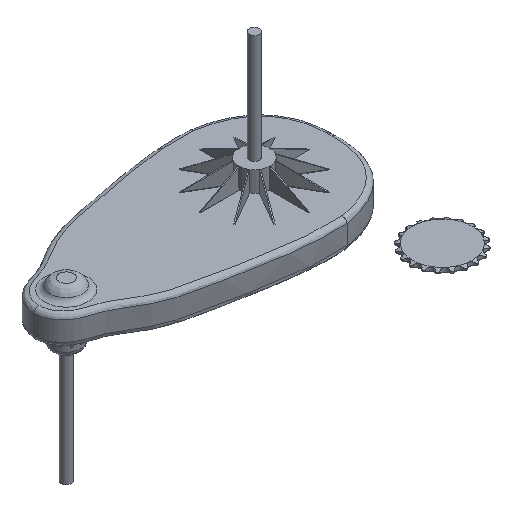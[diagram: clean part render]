
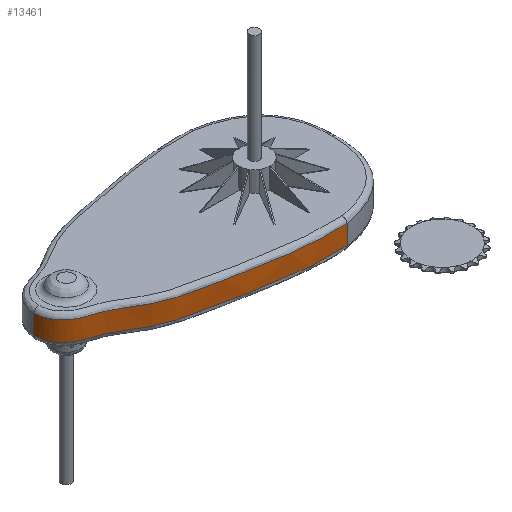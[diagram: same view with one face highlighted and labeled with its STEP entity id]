
A CAD part, isometric view. The second image highlights one B-rep face of the part: STEP entity #13461.
In plain terms, the highlighted free-form (B-spline) face has degree [5, 1] with [25, 2] control points.
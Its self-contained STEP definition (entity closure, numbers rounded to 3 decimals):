
#44=(
BOUNDED_SURFACE()
B_SPLINE_SURFACE(5,1,((#45289,#45290),(#45291,#45292),(#45293,#45294),(#45295,
#45296),(#45297,#45298),(#45299,#45300),(#45301,#45302),(#45303,#45304),
(#45305,#45306),(#45307,#45308),(#45309,#45310),(#45311,#45312),(#45313,
#45314),(#45315,#45316),(#45317,#45318),(#45319,#45320),(#45321,#45322),
(#45323,#45324),(#45325,#45326),(#45327,#45328),(#45329,#45330),(#45331,
#45332),(#45333,#45334),(#45335,#45336),(#45337,#45338)),.UNSPECIFIED.,
 .F.,.F.,.F.)
B_SPLINE_SURFACE_WITH_KNOTS((6,1,1,1,1,1,1,1,1,1,1,1,1,1,1,1,1,1,1,1,6),
(2,2),(0.,0.05,0.1,0.15,0.2,0.25,0.3,0.35,0.4,0.45,0.5,0.55,0.6,0.65,0.7,
0.75,0.8,0.85,0.9,0.95,1.),(-2.54,0.508),.UNSPECIFIED.)
GEOMETRIC_REPRESENTATION_ITEM()
RATIONAL_B_SPLINE_SURFACE(((1.,1.),(1.,1.),(1.,1.),(1.,1.),(1.,1.),(1.,
1.),(1.,1.),(1.,1.),(1.,1.),(1.,1.),(1.,1.),(1.,1.),(1.,1.),(1.,1.),(1.,
1.),(1.,1.),(1.,1.),(1.,1.),(1.,1.),(1.,1.),(1.,1.),(1.,1.),(1.,1.),(1.,
1.),(1.,1.)))
REPRESENTATION_ITEM('')
SURFACE()
);
#1057=B_SPLINE_CURVE_WITH_KNOTS('',3,(#44772,#44773,#44774,#44775,#44776,
#44777,#44778,#44779,#44780,#44781,#44782,#44783,#44784,#44785,#44786,#44787,
#44788,#44789,#44790,#44791,#44792,#44793,#44794,#44795),.UNSPECIFIED.,
 .F.,.F.,(4,1,1,1,1,1,1,1,1,1,1,1,1,1,1,1,1,1,1,1,1,4),(0.,
2.22,4.439,8.878,13.317,16.277,
17.757,19.236,20.716,22.196,23.675,
24.415,25.155,25.895,26.635,27.19,
27.745,28.299,28.854,29.964,30.519,
31.074),.UNSPECIFIED.);
#1665=(
BOUNDED_CURVE()
B_SPLINE_CURVE(5,(#45213,#45214,#45215,#45216,#45217,#45218,#45219,#45220,
#45221,#45222,#45223,#45224,#45225,#45226,#45227,#45228,#45229,#45230,#45231,
#45232,#45233,#45234,#45235,#45236,#45237),.UNSPECIFIED.,.F.,.F.)
B_SPLINE_CURVE_WITH_KNOTS((6,1,1,1,1,1,1,1,1,1,1,1,1,1,1,1,1,1,1,1,6),(-1.,
-0.95,-0.9,-0.85,-0.8,-0.75,-0.7,-0.65,-0.6,-0.55,-0.5,-0.45,-0.4,-0.35,
-0.3,-0.25,-0.2,-0.15,-0.1,-0.05,0.),.UNSPECIFIED.)
CURVE()
GEOMETRIC_REPRESENTATION_ITEM()
RATIONAL_B_SPLINE_CURVE((1.,1.,1.,1.,1.,1.,1.,1.,1.,1.,1.,1.,1.,1.,1.,1.,
1.,1.,1.,1.,1.,1.,1.,1.,1.))
REPRESENTATION_ITEM('')
);
#2382=FACE_OUTER_BOUND('',#3161,.T.);
#3161=EDGE_LOOP('',(#11708,#11709,#11710,#11711));
#3594=LINE('',#44977,#4092);
#3597=LINE('',#45288,#4095);
#4092=VECTOR('',#15998,0.394);
#4095=VECTOR('',#16003,0.394);
#5934=VERTEX_POINT('',#44517);
#5935=VERTEX_POINT('',#44731);
#5937=VERTEX_POINT('',#44961);
#5940=VERTEX_POINT('',#45187);
#7890=EDGE_CURVE('',#5935,#5934,#1057,.T.);
#7894=EDGE_CURVE('',#5937,#5935,#3594,.T.);
#7901=EDGE_CURVE('',#5940,#5937,#1665,.T.);
#7902=EDGE_CURVE('',#5934,#5940,#3597,.T.);
#11708=ORIENTED_EDGE('',*,*,#7890,.F.);
#11709=ORIENTED_EDGE('',*,*,#7894,.F.);
#11710=ORIENTED_EDGE('',*,*,#7901,.F.);
#11711=ORIENTED_EDGE('',*,*,#7902,.F.);
#13461=ADVANCED_FACE('',(#2382),#44,.T.);
#15998=DIRECTION('',(0.,0.,-1.));
#16003=DIRECTION('',(0.,0.,1.));
#44517=CARTESIAN_POINT('',(-4.879,0.,0.05));
#44731=CARTESIAN_POINT('',(6.52,-3.839,0.05));
#44772=CARTESIAN_POINT('Ctrl Pts',(6.52,-3.839,0.05));
#44773=CARTESIAN_POINT('Ctrl Pts',(6.221,-3.864,0.05));
#44774=CARTESIAN_POINT('Ctrl Pts',(5.622,-3.881,0.05));
#44775=CARTESIAN_POINT('Ctrl Pts',(4.431,-3.812,0.05));
#44776=CARTESIAN_POINT('Ctrl Pts',(2.978,-3.594,0.05));
#44777=CARTESIAN_POINT('Ctrl Pts',(1.453,-3.308,0.05));
#44778=CARTESIAN_POINT('Ctrl Pts',(0.305,-3.083,
0.05));
#44779=CARTESIAN_POINT('Ctrl Pts',(-0.464,-2.903,
0.05));
#44780=CARTESIAN_POINT('Ctrl Pts',(-1.042,-2.73,0.05));
#44781=CARTESIAN_POINT('Ctrl Pts',(-1.608,-2.494,
0.05));
#44782=CARTESIAN_POINT('Ctrl Pts',(-2.139,-2.194,
0.05));
#44783=CARTESIAN_POINT('Ctrl Pts',(-2.547,-1.929,
0.05));
#44784=CARTESIAN_POINT('Ctrl Pts',(-2.865,-1.75,
0.05));
#44785=CARTESIAN_POINT('Ctrl Pts',(-3.109,-1.638,0.05));
#44786=CARTESIAN_POINT('Ctrl Pts',(-3.366,-1.546,
0.05));
#44787=CARTESIAN_POINT('Ctrl Pts',(-3.619,-1.467,
0.05));
#44788=CARTESIAN_POINT('Ctrl Pts',(-3.864,-1.381,
0.05));
#44789=CARTESIAN_POINT('Ctrl Pts',(-4.089,-1.279,0.05));
#44790=CARTESIAN_POINT('Ctrl Pts',(-4.308,-1.14,
0.05));
#44791=CARTESIAN_POINT('Ctrl Pts',(-4.568,-0.905,
0.05));
#44792=CARTESIAN_POINT('Ctrl Pts',(-4.761,-0.602,
0.05));
#44793=CARTESIAN_POINT('Ctrl Pts',(-4.86,-0.26,
0.05));
#44794=CARTESIAN_POINT('Ctrl Pts',(-4.878,-0.086,
0.05));
#44795=CARTESIAN_POINT('Ctrl Pts',(-4.879,0.,
0.05));
#44961=CARTESIAN_POINT('',(6.52,-3.839,1.));
#44977=CARTESIAN_POINT('',(6.52,-3.839,0.));
#45187=CARTESIAN_POINT('',(-4.879,0.,1.));
#45213=CARTESIAN_POINT('Ctrl Pts',(-4.879,0.,
1.));
#45214=CARTESIAN_POINT('Ctrl Pts',(-4.877,-0.092,
1.));
#45215=CARTESIAN_POINT('Ctrl Pts',(-4.861,-0.271,
1.));
#45216=CARTESIAN_POINT('Ctrl Pts',(-4.797,-0.525,
1.));
#45217=CARTESIAN_POINT('Ctrl Pts',(-4.642,-0.827,
1.));
#45218=CARTESIAN_POINT('Ctrl Pts',(-4.36,-1.124,1.));
#45219=CARTESIAN_POINT('Ctrl Pts',(-4.025,-1.327,1.));
#45220=CARTESIAN_POINT('Ctrl Pts',(-3.671,-1.454,
1.));
#45221=CARTESIAN_POINT('Ctrl Pts',(-3.315,-1.558,
1.));
#45222=CARTESIAN_POINT('Ctrl Pts',(-2.962,-1.692,
1.));
#45223=CARTESIAN_POINT('Ctrl Pts',(-2.603,-1.892,
1.));
#45224=CARTESIAN_POINT('Ctrl Pts',(-2.207,-2.151,
1.));
#45225=CARTESIAN_POINT('Ctrl Pts',(-1.739,-2.432,
1.));
#45226=CARTESIAN_POINT('Ctrl Pts',(-1.166,-2.696,
1.));
#45227=CARTESIAN_POINT('Ctrl Pts',(-0.472,-2.911,
1.));
#45228=CARTESIAN_POINT('Ctrl Pts',(0.326,-3.086,1.));
#45229=CARTESIAN_POINT('Ctrl Pts',(1.187,-3.257,1.));
#45230=CARTESIAN_POINT('Ctrl Pts',(2.085,-3.427,1.));
#45231=CARTESIAN_POINT('Ctrl Pts',(2.997,-3.592,1.));
#45232=CARTESIAN_POINT('Ctrl Pts',(3.907,-3.736,1.));
#45233=CARTESIAN_POINT('Ctrl Pts',(4.803,-3.841,1.));
#45234=CARTESIAN_POINT('Ctrl Pts',(5.503,-3.878,1.));
#45235=CARTESIAN_POINT('Ctrl Pts',(6.016,-3.872,1.));
#45236=CARTESIAN_POINT('Ctrl Pts',(6.353,-3.853,1.));
#45237=CARTESIAN_POINT('Ctrl Pts',(6.52,-3.839,1.));
#45288=CARTESIAN_POINT('',(-4.879,0.,0.));
#45289=CARTESIAN_POINT('Ctrl Pts',(6.52,-3.839,1.));
#45290=CARTESIAN_POINT('Ctrl Pts',(6.52,-3.839,-0.2));
#45291=CARTESIAN_POINT('Ctrl Pts',(6.353,-3.853,1.));
#45292=CARTESIAN_POINT('Ctrl Pts',(6.353,-3.853,-0.2));
#45293=CARTESIAN_POINT('Ctrl Pts',(6.016,-3.872,1.));
#45294=CARTESIAN_POINT('Ctrl Pts',(6.016,-3.872,-0.2));
#45295=CARTESIAN_POINT('Ctrl Pts',(5.503,-3.878,1.));
#45296=CARTESIAN_POINT('Ctrl Pts',(5.503,-3.878,-0.2));
#45297=CARTESIAN_POINT('Ctrl Pts',(4.803,-3.841,1.));
#45298=CARTESIAN_POINT('Ctrl Pts',(4.803,-3.841,-0.2));
#45299=CARTESIAN_POINT('Ctrl Pts',(3.907,-3.736,1.));
#45300=CARTESIAN_POINT('Ctrl Pts',(3.907,-3.736,-0.2));
#45301=CARTESIAN_POINT('Ctrl Pts',(2.997,-3.592,1.));
#45302=CARTESIAN_POINT('Ctrl Pts',(2.997,-3.592,-0.2));
#45303=CARTESIAN_POINT('Ctrl Pts',(2.085,-3.427,1.));
#45304=CARTESIAN_POINT('Ctrl Pts',(2.085,-3.427,-0.2));
#45305=CARTESIAN_POINT('Ctrl Pts',(1.187,-3.257,1.));
#45306=CARTESIAN_POINT('Ctrl Pts',(1.187,-3.257,-0.2));
#45307=CARTESIAN_POINT('Ctrl Pts',(0.326,-3.086,1.));
#45308=CARTESIAN_POINT('Ctrl Pts',(0.326,-3.086,-0.2));
#45309=CARTESIAN_POINT('Ctrl Pts',(-0.472,-2.911,
1.));
#45310=CARTESIAN_POINT('Ctrl Pts',(-0.472,-2.911,
-0.2));
#45311=CARTESIAN_POINT('Ctrl Pts',(-1.166,-2.696,
1.));
#45312=CARTESIAN_POINT('Ctrl Pts',(-1.166,-2.696,
-0.2));
#45313=CARTESIAN_POINT('Ctrl Pts',(-1.739,-2.432,
1.));
#45314=CARTESIAN_POINT('Ctrl Pts',(-1.739,-2.432,
-0.2));
#45315=CARTESIAN_POINT('Ctrl Pts',(-2.207,-2.151,
1.));
#45316=CARTESIAN_POINT('Ctrl Pts',(-2.207,-2.151,
-0.2));
#45317=CARTESIAN_POINT('Ctrl Pts',(-2.603,-1.892,
1.));
#45318=CARTESIAN_POINT('Ctrl Pts',(-2.603,-1.892,
-0.2));
#45319=CARTESIAN_POINT('Ctrl Pts',(-2.962,-1.692,
1.));
#45320=CARTESIAN_POINT('Ctrl Pts',(-2.962,-1.692,
-0.2));
#45321=CARTESIAN_POINT('Ctrl Pts',(-3.315,-1.558,
1.));
#45322=CARTESIAN_POINT('Ctrl Pts',(-3.315,-1.558,
-0.2));
#45323=CARTESIAN_POINT('Ctrl Pts',(-3.671,-1.454,
1.));
#45324=CARTESIAN_POINT('Ctrl Pts',(-3.671,-1.454,
-0.2));
#45325=CARTESIAN_POINT('Ctrl Pts',(-4.025,-1.327,1.));
#45326=CARTESIAN_POINT('Ctrl Pts',(-4.025,-1.327,-0.2));
#45327=CARTESIAN_POINT('Ctrl Pts',(-4.36,-1.124,1.));
#45328=CARTESIAN_POINT('Ctrl Pts',(-4.36,-1.124,-0.2));
#45329=CARTESIAN_POINT('Ctrl Pts',(-4.642,-0.827,
1.));
#45330=CARTESIAN_POINT('Ctrl Pts',(-4.642,-0.827,
-0.2));
#45331=CARTESIAN_POINT('Ctrl Pts',(-4.797,-0.525,
1.));
#45332=CARTESIAN_POINT('Ctrl Pts',(-4.797,-0.525,
-0.2));
#45333=CARTESIAN_POINT('Ctrl Pts',(-4.861,-0.271,
1.));
#45334=CARTESIAN_POINT('Ctrl Pts',(-4.861,-0.271,
-0.2));
#45335=CARTESIAN_POINT('Ctrl Pts',(-4.877,-0.092,
1.));
#45336=CARTESIAN_POINT('Ctrl Pts',(-4.877,-0.092,
-0.2));
#45337=CARTESIAN_POINT('Ctrl Pts',(-4.879,0.,
1.));
#45338=CARTESIAN_POINT('Ctrl Pts',(-4.879,0.,
-0.2));
